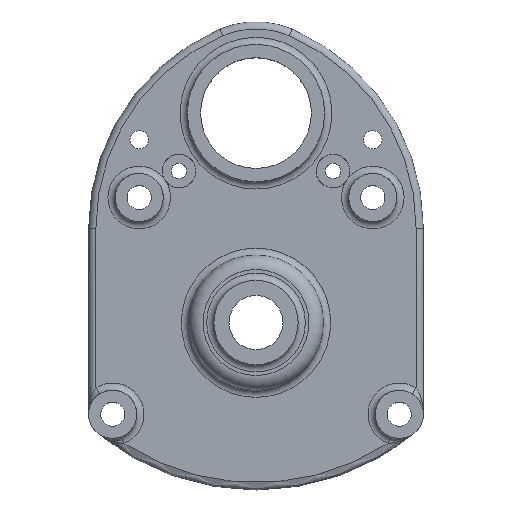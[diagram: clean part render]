
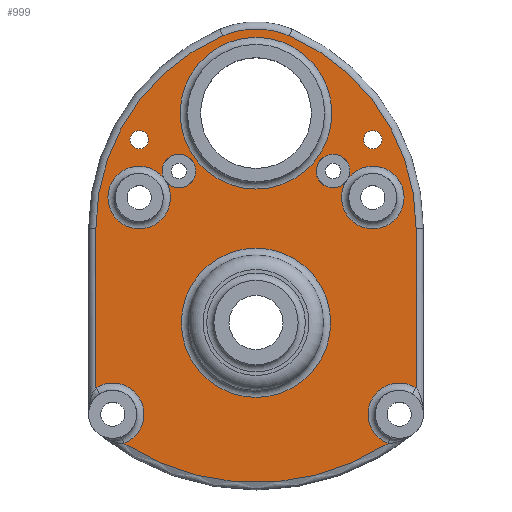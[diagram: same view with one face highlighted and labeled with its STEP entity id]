
A CAD part, top view. The second image highlights one B-rep face of the part: STEP entity #999.
In plain terms, the highlighted planar face has unit normal (0, 0, 1).
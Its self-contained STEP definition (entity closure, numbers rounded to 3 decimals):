
#52=LINE('',#1626,#70);
#53=LINE('',#1634,#71);
#70=VECTOR('',#1276,66.257);
#71=VECTOR('',#1283,66.257);
#123=PLANE('',#1083);
#143=FACE_BOUND('',#285,.T.);
#144=FACE_BOUND('',#286,.T.);
#145=FACE_BOUND('',#287,.T.);
#146=FACE_BOUND('',#288,.T.);
#147=FACE_BOUND('',#289,.T.);
#148=FACE_BOUND('',#290,.T.);
#149=FACE_BOUND('',#291,.T.);
#285=EDGE_LOOP('',(#737));
#286=EDGE_LOOP('',(#738,#739));
#287=EDGE_LOOP('',(#740,#741));
#288=EDGE_LOOP('',(#742,#743,#744,#745,#746,#747,#748,#749));
#289=EDGE_LOOP('',(#750));
#290=EDGE_LOOP('',(#751));
#291=EDGE_LOOP('',(#752));
#420=CIRCLE('',#1082,31.5);
#421=CIRCLE('',#1084,31.);
#422=CIRCLE('',#1085,13.);
#423=CIRCLE('',#1086,7.);
#424=CIRCLE('',#1087,13.);
#425=CIRCLE('',#1088,7.);
#426=CIRCLE('',#1089,13.);
#427=CIRCLE('',#1090,87.);
#428=CIRCLE('',#1091,35.);
#429=CIRCLE('',#1092,87.);
#430=CIRCLE('',#1093,13.);
#431=CIRCLE('',#1094,100.404);
#432=CIRCLE('',#1095,3.824);
#433=CIRCLE('',#1096,3.824);
#516=VERTEX_POINT('',#1609);
#517=VERTEX_POINT('',#1612);
#518=VERTEX_POINT('',#1614);
#519=VERTEX_POINT('',#1615);
#520=VERTEX_POINT('',#1618);
#521=VERTEX_POINT('',#1619);
#522=VERTEX_POINT('',#1622);
#523=VERTEX_POINT('',#1623);
#524=VERTEX_POINT('',#1625);
#525=VERTEX_POINT('',#1627);
#526=VERTEX_POINT('',#1629);
#527=VERTEX_POINT('',#1631);
#528=VERTEX_POINT('',#1633);
#529=VERTEX_POINT('',#1635);
#530=VERTEX_POINT('',#1638);
#531=VERTEX_POINT('',#1640);
#610=EDGE_CURVE('',#516,#516,#420,.T.);
#611=EDGE_CURVE('',#517,#517,#421,.T.);
#612=EDGE_CURVE('',#518,#519,#422,.T.);
#613=EDGE_CURVE('',#518,#519,#423,.T.);
#614=EDGE_CURVE('',#520,#521,#424,.T.);
#615=EDGE_CURVE('',#520,#521,#425,.T.);
#616=EDGE_CURVE('',#522,#523,#426,.T.);
#617=EDGE_CURVE('',#524,#522,#52,.T.);
#618=EDGE_CURVE('',#525,#524,#427,.T.);
#619=EDGE_CURVE('',#526,#525,#428,.T.);
#620=EDGE_CURVE('',#527,#526,#429,.T.);
#621=EDGE_CURVE('',#528,#527,#53,.T.);
#622=EDGE_CURVE('',#529,#528,#430,.T.);
#623=EDGE_CURVE('',#523,#529,#431,.T.);
#624=EDGE_CURVE('',#530,#530,#432,.T.);
#625=EDGE_CURVE('',#531,#531,#433,.T.);
#737=ORIENTED_EDGE('',*,*,#611,.F.);
#738=ORIENTED_EDGE('',*,*,#612,.F.);
#739=ORIENTED_EDGE('',*,*,#613,.T.);
#740=ORIENTED_EDGE('',*,*,#614,.F.);
#741=ORIENTED_EDGE('',*,*,#615,.T.);
#742=ORIENTED_EDGE('',*,*,#616,.F.);
#743=ORIENTED_EDGE('',*,*,#617,.F.);
#744=ORIENTED_EDGE('',*,*,#618,.F.);
#745=ORIENTED_EDGE('',*,*,#619,.F.);
#746=ORIENTED_EDGE('',*,*,#620,.F.);
#747=ORIENTED_EDGE('',*,*,#621,.F.);
#748=ORIENTED_EDGE('',*,*,#622,.F.);
#749=ORIENTED_EDGE('',*,*,#623,.F.);
#750=ORIENTED_EDGE('',*,*,#624,.T.);
#751=ORIENTED_EDGE('',*,*,#625,.T.);
#752=ORIENTED_EDGE('',*,*,#610,.F.);
#999=ADVANCED_FACE('',(#143,#144,#145,#146,#147,#148,#149),#123,.T.);
#1082=AXIS2_PLACEMENT_3D('',#1610,#1260,#1261);
#1083=AXIS2_PLACEMENT_3D('',#1611,#1262,#1263);
#1084=AXIS2_PLACEMENT_3D('',#1613,#1264,#1265);
#1085=AXIS2_PLACEMENT_3D('',#1616,#1266,#1267);
#1086=AXIS2_PLACEMENT_3D('',#1617,#1268,#1269);
#1087=AXIS2_PLACEMENT_3D('',#1620,#1270,#1271);
#1088=AXIS2_PLACEMENT_3D('',#1621,#1272,#1273);
#1089=AXIS2_PLACEMENT_3D('',#1624,#1274,#1275);
#1090=AXIS2_PLACEMENT_3D('',#1628,#1277,#1278);
#1091=AXIS2_PLACEMENT_3D('',#1630,#1279,#1280);
#1092=AXIS2_PLACEMENT_3D('',#1632,#1281,#1282);
#1093=AXIS2_PLACEMENT_3D('',#1636,#1284,#1285);
#1094=AXIS2_PLACEMENT_3D('',#1637,#1286,#1287);
#1095=AXIS2_PLACEMENT_3D('',#1639,#1288,#1289);
#1096=AXIS2_PLACEMENT_3D('',#1641,#1290,#1291);
#1260=DIRECTION('center_axis',(0.,0.,1.));
#1261=DIRECTION('ref_axis',(-1.,0.,0.));
#1262=DIRECTION('center_axis',(0.,0.,1.));
#1263=DIRECTION('ref_axis',(1.,0.,0.));
#1264=DIRECTION('center_axis',(0.,0.,1.));
#1265=DIRECTION('ref_axis',(0.,1.,0.));
#1266=DIRECTION('center_axis',(0.,0.,1.));
#1267=DIRECTION('ref_axis',(-1.,0.,0.));
#1268=DIRECTION('center_axis',(0.,0.,-1.));
#1269=DIRECTION('ref_axis',(1.,0.,0.));
#1270=DIRECTION('center_axis',(0.,0.,1.));
#1271=DIRECTION('ref_axis',(-1.,0.,0.));
#1272=DIRECTION('center_axis',(0.,0.,-1.));
#1273=DIRECTION('ref_axis',(1.,0.,0.));
#1274=DIRECTION('center_axis',(0.,0.,1.));
#1275=DIRECTION('ref_axis',(-0.897,0.443,0.));
#1276=DIRECTION('',(0.,-1.,0.));
#1277=DIRECTION('center_axis',(0.,0.,-1.));
#1278=DIRECTION('ref_axis',(0.835,0.55,0.));
#1279=DIRECTION('center_axis',(0.,0.,-1.));
#1280=DIRECTION('ref_axis',(0.,1.,0.));
#1281=DIRECTION('center_axis',(0.,0.,-1.));
#1282=DIRECTION('ref_axis',(-0.835,0.55,0.));
#1283=DIRECTION('',(0.,1.,0.));
#1284=DIRECTION('center_axis',(0.,0.,1.));
#1285=DIRECTION('ref_axis',(0.897,0.443,0.));
#1286=DIRECTION('center_axis',(0.,0.,-1.));
#1287=DIRECTION('ref_axis',(0.,-1.,0.));
#1288=DIRECTION('center_axis',(0.,0.,-1.));
#1289=DIRECTION('ref_axis',(1.,0.,0.));
#1290=DIRECTION('center_axis',(0.,0.,-1.));
#1291=DIRECTION('ref_axis',(1.,0.,0.));
#1609=CARTESIAN_POINT('',(31.5,0.,24.));
#1610=CARTESIAN_POINT('Origin',(0.,0.,24.));
#1611=CARTESIAN_POINT('Origin',(0.,-64.41,24.));
#1612=CARTESIAN_POINT('',(0.,-118.,24.));
#1613=CARTESIAN_POINT('Origin',(0.,-87.,24.));
#1614=CARTESIAN_POINT('',(-38.419,-26.791,24.));
#1615=CARTESIAN_POINT('',(-37.046,-28.852,24.));
#1616=CARTESIAN_POINT('Origin',(-48.5,-35.,24.));
#1617=CARTESIAN_POINT('Origin',(-32.,-24.,24.));
#1618=CARTESIAN_POINT('',(37.046,-28.852,24.));
#1619=CARTESIAN_POINT('',(38.419,-26.791,24.));
#1620=CARTESIAN_POINT('Origin',(48.5,-35.,24.));
#1621=CARTESIAN_POINT('Origin',(32.,-24.,24.));
#1622=CARTESIAN_POINT('',(66.5,-114.046,24.));
#1623=CARTESIAN_POINT('',(54.809,-137.124,24.));
#1624=CARTESIAN_POINT('Origin',(59.5,-125.,24.));
#1625=CARTESIAN_POINT('',(66.5,-47.789,24.));
#1626=CARTESIAN_POINT('',(66.5,-56.099,24.));
#1627=CARTESIAN_POINT('',(13.798,32.165,24.));
#1628=CARTESIAN_POINT('Origin',(-20.5,-47.789,24.));
#1629=CARTESIAN_POINT('',(-13.798,32.165,24.));
#1630=CARTESIAN_POINT('Origin',(0.,0.,24.));
#1631=CARTESIAN_POINT('',(-66.5,-47.789,24.));
#1632=CARTESIAN_POINT('Origin',(20.5,-47.789,24.));
#1633=CARTESIAN_POINT('',(-66.5,-114.046,24.));
#1634=CARTESIAN_POINT('',(-66.5,-94.705,24.));
#1635=CARTESIAN_POINT('',(-54.809,-137.124,24.));
#1636=CARTESIAN_POINT('Origin',(-59.5,-125.,24.));
#1637=CARTESIAN_POINT('Origin',(0.,-53.,24.));
#1638=CARTESIAN_POINT('',(52.324,-11.,24.));
#1639=CARTESIAN_POINT('Origin',(48.5,-11.,24.));
#1640=CARTESIAN_POINT('',(-44.677,-11.,24.));
#1641=CARTESIAN_POINT('Origin',(-48.5,-11.,24.));
